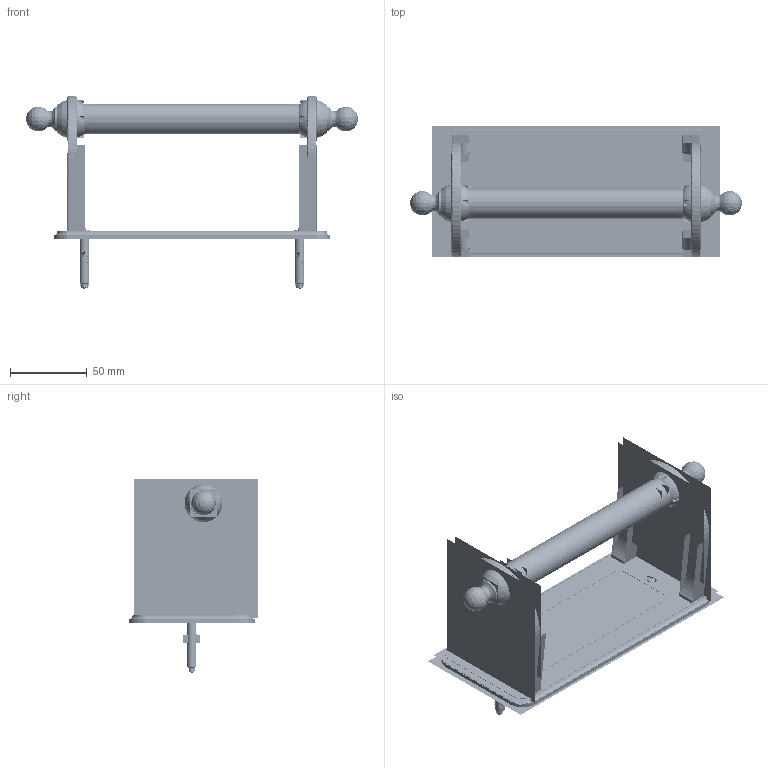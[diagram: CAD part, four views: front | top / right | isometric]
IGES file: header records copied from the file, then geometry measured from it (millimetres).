
Start section:  PTC IGES file: 2004429.igs
Global section: file name: 2004429.igs; native system: Pro/ENGINEER by Parametric Technology Corporation; preprocessor: 2008230; author: Administrator; organization: Unknown; date: 20140607.102400; units: millimetre
Bounding box: 216 x 85.55 x 126.66 mm (x, y, z)
Volume: 107641.4 mm3; surface area: 395330.3 mm2
Topology: 24 solids, 40 shells, 2044 faces, 10376 edges, 13168 vertices
Faces by surface type: revolution 1276, bspline 768
